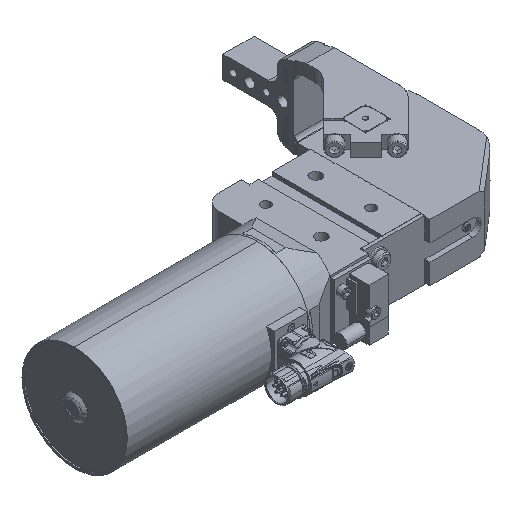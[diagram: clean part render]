
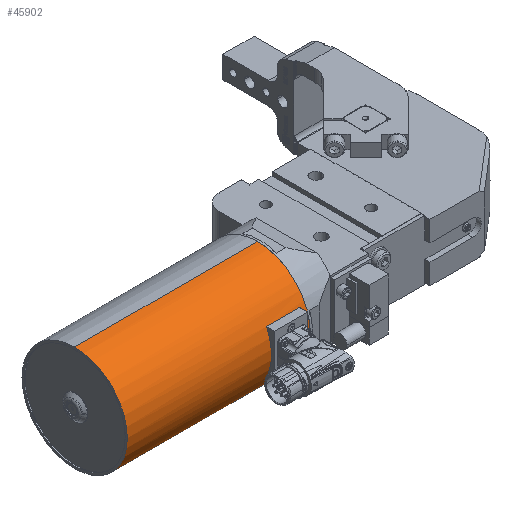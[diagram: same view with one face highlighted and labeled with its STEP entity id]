
A CAD part, isometric view. The second image highlights one B-rep face of the part: STEP entity #45902.
In plain terms, the highlighted cylindrical face has radius 47.5 mm (diameter 95 mm), a partial arc.
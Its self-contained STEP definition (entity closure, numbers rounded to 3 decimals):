
#39731=CARTESIAN_POINT('Vertex',(-158.05,-98.584,20.)) ;
#39738=CARTESIAN_POINT('Vertex',(-158.05,-98.584,-20.)) ;
#39741=CARTESIAN_POINT('Axis2P3D Location',(-158.05,-55.5,0.)) ;
#39762=CARTESIAN_POINT('Vertex',(-188.05,-98.584,20.)) ;
#39765=CARTESIAN_POINT('Line Origine',(-173.05,-98.584,20.)) ;
#39786=CARTESIAN_POINT('Vertex',(-188.05,-98.584,-20.)) ;
#39789=CARTESIAN_POINT('Axis2P3D Location',(-188.05,-55.5,0.)) ;
#39806=CARTESIAN_POINT('Line Origine',(-173.05,-98.584,-20.)) ;
#44719=CARTESIAN_POINT('Axis2P3D Location',(-235.55,-55.5,0.)) ;
#44747=CARTESIAN_POINT('Axis2P3D Location',(-318.05,-55.5,0.)) ;
#44751=CARTESIAN_POINT('Vertex',(-318.05,-55.5,-47.5)) ;
#44753=CARTESIAN_POINT('Vertex',(-318.05,-55.5,47.5)) ;
#45832=CARTESIAN_POINT('Vertex',(-153.05,-55.5,-47.5)) ;
#45834=CARTESIAN_POINT('Vertex',(-153.05,-55.5,47.5)) ;
#45838=CARTESIAN_POINT('Control Point',(-153.05,-55.5,-47.5)) ;
#45839=CARTESIAN_POINT('Control Point',(-153.05,-59.889,-47.5)) ;
#45840=CARTESIAN_POINT('Control Point',(-153.05,-64.279,-46.993)) ;
#45841=CARTESIAN_POINT('Control Point',(-153.05,-68.59,-45.979)) ;
#45842=CARTESIAN_POINT('Control Point',(-153.05,-76.9,-42.973)) ;
#45843=CARTESIAN_POINT('Control Point',(-153.05,-84.306,-38.153)) ;
#45844=CARTESIAN_POINT('Control Point',(-153.05,-87.713,-35.323)) ;
#45845=CARTESIAN_POINT('Control Point',(-153.05,-93.812,-28.928)) ;
#45846=CARTESIAN_POINT('Control Point',(-153.05,-98.293,-21.311)) ;
#45847=CARTESIAN_POINT('Control Point',(-153.05,-100.082,-17.26)) ;
#45848=CARTESIAN_POINT('Control Point',(-153.05,-102.69,-8.817)) ;
#45849=CARTESIAN_POINT('Control Point',(-153.05,-103.306,-0.001)) ;
#45850=CARTESIAN_POINT('Control Point',(-153.05,-103.101,4.423)) ;
#45851=CARTESIAN_POINT('Control Point',(-153.05,-101.673,13.144)) ;
#45852=CARTESIAN_POINT('Control Point',(-153.05,-98.294,21.309)) ;
#45853=CARTESIAN_POINT('Control Point',(-153.05,-96.138,25.178)) ;
#45854=CARTESIAN_POINT('Control Point',(-153.05,-90.972,32.348)) ;
#45855=CARTESIAN_POINT('Control Point',(-153.05,-84.308,38.151)) ;
#45856=CARTESIAN_POINT('Control Point',(-153.05,-80.653,40.654)) ;
#45857=CARTESIAN_POINT('Control Point',(-153.05,-73.617,44.356)) ;
#45858=CARTESIAN_POINT('Control Point',(-153.05,-65.988,46.528)) ;
#45859=CARTESIAN_POINT('Control Point',(-153.05,-62.519,47.176)) ;
#45860=CARTESIAN_POINT('Control Point',(-153.05,-59.009,47.5)) ;
#45861=CARTESIAN_POINT('Control Point',(-153.05,-55.5,47.5)) ;
#45873=CARTESIAN_POINT('Line Origine',(-235.55,-55.5,-47.5)) ;
#45878=CARTESIAN_POINT('Line Origine',(-235.55,-55.5,47.5)) ;
#39742=DIRECTION('Axis2P3D Direction',(1.,0.,0.)) ;
#39766=DIRECTION('Vector Direction',(-1.,0.,0.)) ;
#39790=DIRECTION('Axis2P3D Direction',(-1.,0.,0.)) ;
#39807=DIRECTION('Vector Direction',(1.,0.,0.)) ;
#44720=DIRECTION('Axis2P3D Direction',(-1.,0.,0.)) ;
#44721=DIRECTION('Axis2P3D XDirection',(0.,0.,-1.)) ;
#44748=DIRECTION('Axis2P3D Direction',(-1.,0.,0.)) ;
#45874=DIRECTION('Vector Direction',(-1.,0.,0.)) ;
#45879=DIRECTION('Vector Direction',(-1.,0.,0.)) ;
#39743=AXIS2_PLACEMENT_3D('Circle Axis2P3D',#39741,#39742,$) ;
#39791=AXIS2_PLACEMENT_3D('Circle Axis2P3D',#39789,#39790,$) ;
#44722=AXIS2_PLACEMENT_3D('Cylinder Axis2P3D',#44719,#44720,#44721) ;
#44749=AXIS2_PLACEMENT_3D('Circle Axis2P3D',#44747,#44748,$) ;
#45891=ORIENTED_EDGE('',*,*,#45862,.F.) ;
#45892=ORIENTED_EDGE('',*,*,#45882,.T.) ;
#45893=ORIENTED_EDGE('',*,*,#44755,.F.) ;
#45894=ORIENTED_EDGE('',*,*,#45877,.F.) ;
#45897=ORIENTED_EDGE('',*,*,#39810,.F.) ;
#45898=ORIENTED_EDGE('',*,*,#39793,.T.) ;
#45899=ORIENTED_EDGE('',*,*,#39769,.F.) ;
#45900=ORIENTED_EDGE('',*,*,#39745,.T.) ;
#45901=FACE_BOUND('',#45896,.T.) ;
#39767=VECTOR('Line Direction',#39766,1.) ;
#39808=VECTOR('Line Direction',#39807,1.) ;
#45875=VECTOR('Line Direction',#45874,1.) ;
#45880=VECTOR('Line Direction',#45879,1.) ;
#45902=ADVANCED_FACE('Antrieb',(#45895,#45901),#44723,.T.) ;
#45837=B_SPLINE_CURVE_WITH_KNOTS('',5,(#45838,#45839,#45840,#45841,#45842,#45843,#45844,#45845,#45846,#45847,#45848,#45849,#45850,#45851,#45852,#45853,#45854,#45855,#45856,#45857,#45858,#45859,#45860,#45861),.UNSPECIFIED.,.F.,.U.,(6,3,3,3,3,3,3,6),(0.,31.037,62.074,93.11,124.147,155.184,186.221,211.035),.UNSPECIFIED.) ;
#39744=CIRCLE('generated circle',#39743,47.5) ;
#39792=CIRCLE('generated circle',#39791,47.5) ;
#44750=CIRCLE('generated circle',#44749,47.5) ;
#44723=CYLINDRICAL_SURFACE('generated cylinder',#44722,47.5) ;
#39745=EDGE_CURVE('',#39732,#39739,#39744,.T.) ;
#39769=EDGE_CURVE('',#39732,#39763,#39768,.T.) ;
#39793=EDGE_CURVE('',#39787,#39763,#39792,.T.) ;
#39810=EDGE_CURVE('',#39787,#39739,#39809,.T.) ;
#44755=EDGE_CURVE('',#44752,#44754,#44750,.T.) ;
#45862=EDGE_CURVE('',#45835,#45833,#45837,.F.) ;
#45877=EDGE_CURVE('',#45833,#44752,#45876,.T.) ;
#45882=EDGE_CURVE('',#45835,#44754,#45881,.T.) ;
#45890=EDGE_LOOP('',(#45891,#45892,#45893,#45894)) ;
#45896=EDGE_LOOP('',(#45897,#45898,#45899,#45900)) ;
#45895=FACE_OUTER_BOUND('',#45890,.T.) ;
#39768=LINE('Line',#39765,#39767) ;
#39809=LINE('Line',#39806,#39808) ;
#45876=LINE('Line',#45873,#45875) ;
#45881=LINE('Line',#45878,#45880) ;
#39732=VERTEX_POINT('',#39731) ;
#39739=VERTEX_POINT('',#39738) ;
#39763=VERTEX_POINT('',#39762) ;
#39787=VERTEX_POINT('',#39786) ;
#44752=VERTEX_POINT('',#44751) ;
#44754=VERTEX_POINT('',#44753) ;
#45833=VERTEX_POINT('',#45832) ;
#45835=VERTEX_POINT('',#45834) ;
